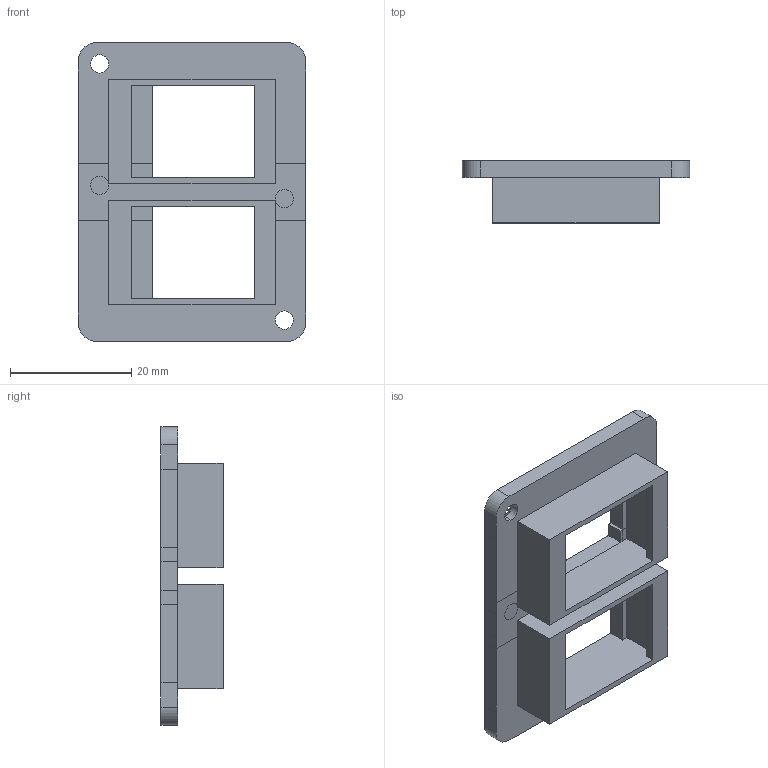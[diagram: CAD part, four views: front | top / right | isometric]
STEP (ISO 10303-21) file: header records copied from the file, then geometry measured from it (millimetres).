
FILE_DESCRIPTION (( 'STEP AP203' ), '1' );
FILE_NAME ('RJ45-MARC-doble.STEP', '2023-01-24T22:36:32', ( '' ), ( '' ), 'SwSTEP 2.0', 'SolidWorks 2020', '' );
FILE_SCHEMA (( 'CONFIG_CONTROL_DESIGN' ));
Length unit declared in the file: millimetre
Products named in the file (1): RJ45-MARC-doble
Bounding box: 37.51 x 10.25 x 49.25 mm (x, y, z)
Volume: 6119.1 mm3; surface area: 6981.7 mm2
Topology: 2 solids, 2 shells, 90 faces, 244 edges, 160 vertices
Faces by surface type: plane 70, cylinder 12, cone 8
Entity records: 2895 total; most frequent: CARTESIAN_POINT 495, ORIENTED_EDGE 488, DIRECTION 458, EDGE_CURVE 244, VECTOR 212, LINE 212, VERTEX_POINT 160, AXIS2_PLACEMENT_3D 123
